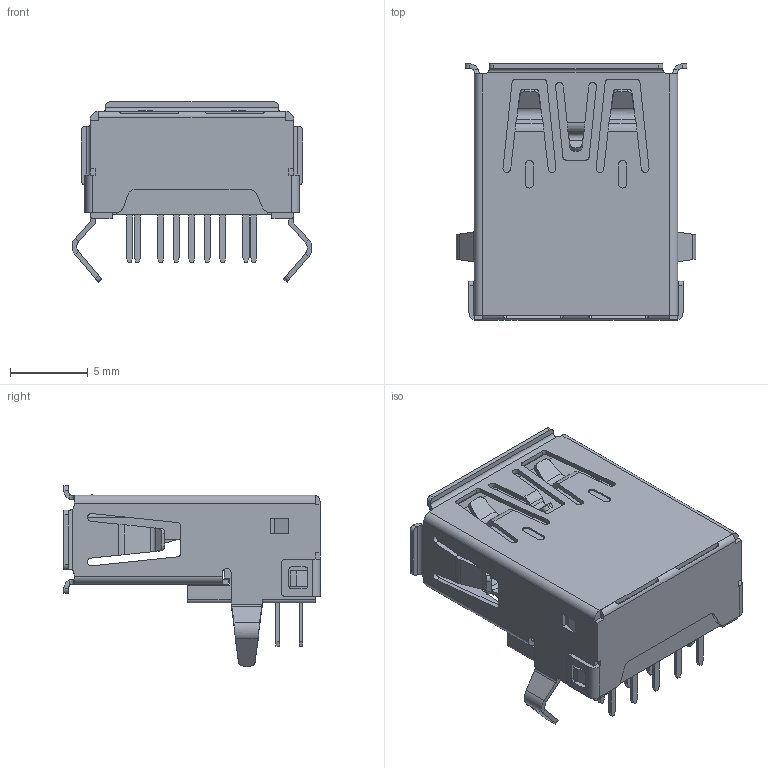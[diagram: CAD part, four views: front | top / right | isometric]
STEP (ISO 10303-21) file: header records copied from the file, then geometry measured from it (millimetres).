
FILE_DESCRIPTION((''),'2;1');
FILE_NAME('484050003','2017-10-31T',('rlalsangi'),(''),'PRO/ENGINEER BY PARAMETRIC TECHNOLOGY CORPORATION, 2012310','PRO/ENGINEER BY PARAMETRIC TECHNOLOGY CORPORATION, 2012310','');
FILE_SCHEMA(('CONFIG_CONTROL_DESIGN'));
Length unit declared in the file: millimetre
Products named in the file (1): 484050003
Bounding box: 15.46 x 16.5 x 11.6 mm (x, y, z)
Volume: 873.1 mm3; surface area: 1645.8 mm2
Topology: 1 solids, 1 shells, 635 faces, 1764 edges, 1149 vertices
Faces by surface type: plane 413, cylinder 186, bspline 36
Entity records: 21893 total; most frequent: CARTESIAN_POINT 5565, ORIENTED_EDGE 3484, DIRECTION 3201, EDGE_CURVE 1742, VECTOR 1319, LINE 1319, VERTEX_POINT 1127, AXIS2_PLACEMENT_3D 941
